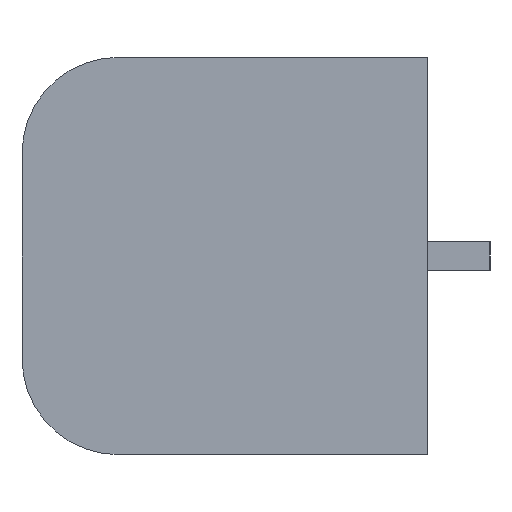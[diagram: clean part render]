
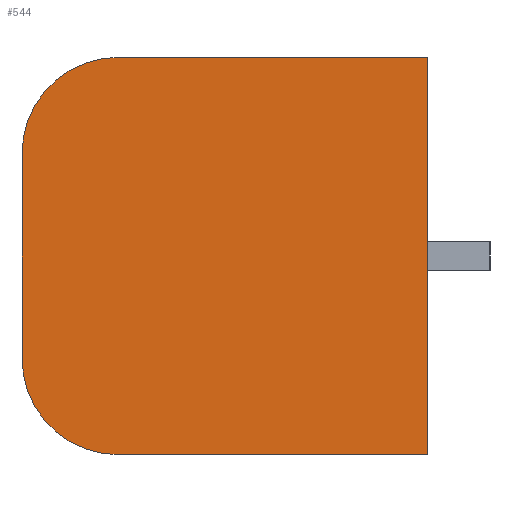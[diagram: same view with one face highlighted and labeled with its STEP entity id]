
A CAD part, left-side view. The second image highlights one B-rep face of the part: STEP entity #544.
In plain terms, the highlighted planar face has unit normal (-1, 0, 0).
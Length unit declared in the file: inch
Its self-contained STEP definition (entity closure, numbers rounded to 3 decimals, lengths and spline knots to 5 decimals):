
#1 = CARTESIAN_POINT ( 'NONE',  ( -1.515, 0.843, 0.213 ) ) ;
#6 = DIRECTION ( 'NONE',  ( 0., -1., 0. ) ) ;
#30 = AXIS2_PLACEMENT_3D ( 'NONE', #78, #79, #80 ) ;
#63 = CARTESIAN_POINT ( 'NONE',  ( -1.515, 0.843, 0.413 ) ) ;
#72 = CARTESIAN_POINT ( 'NONE',  ( -1.515, 0.843, 0.413 ) ) ;
#73 = CARTESIAN_POINT ( 'NONE',  ( -1.515, 0., -0.413 ) ) ;
#74 = CARTESIAN_POINT ( 'NONE',  ( -1.515, 0.843, -0.413 ) ) ;
#75 = DIRECTION ( 'NONE',  ( 0., 0., 1. ) ) ;
#78 = CARTESIAN_POINT ( 'NONE',  ( -1.515, 0.643, -0.213 ) ) ;
#79 = DIRECTION ( 'NONE',  ( -1., 0., 0. ) ) ;
#80 = DIRECTION ( 'NONE',  ( 0., 0., -1. ) ) ;
#81 = DIRECTION ( 'NONE',  ( 0., -1., 0. ) ) ;
#101 = CARTESIAN_POINT ( 'NONE',  ( -1.515, 0., 0.413 ) ) ;
#132 = CARTESIAN_POINT ( 'NONE',  ( -1.515, 0.843, -0.213 ) ) ;
#145 = LINE ( 'NONE', #63, #153 ) ;
#152 = CIRCLE ( 'NONE', #723, 0.2 ) ;
#153 = VECTOR ( 'NONE', #6, 39.37008 ) ;
#155 = FACE_OUTER_BOUND ( 'NONE', #573, .T. ) ;
#176 = VERTEX_POINT ( 'NONE', #676 ) ;
#178 = VERTEX_POINT ( 'NONE', #745 ) ;
#182 = ORIENTED_EDGE ( 'NONE', *, *, #683, .F. ) ;
#183 = ORIENTED_EDGE ( 'NONE', *, *, #684, .T. ) ;
#184 = ORIENTED_EDGE ( 'NONE', *, *, #685, .T. ) ;
#185 = ORIENTED_EDGE ( 'NONE', *, *, #440, .T. ) ;
#269 = DIRECTION ( 'NONE',  ( 0., 0., 1. ) ) ;
#293 = CARTESIAN_POINT ( 'NONE',  ( -1.515, 0., 0.413 ) ) ;
#368 = VECTOR ( 'NONE', #81, 39.37008 ) ;
#369 = LINE ( 'NONE', #72, #372 ) ;
#370 = CIRCLE ( 'NONE', #30, 0.2 ) ;
#372 = VECTOR ( 'NONE', #75, 39.37008 ) ;
#373 = LINE ( 'NONE', #74, #368 ) ;
#402 = CARTESIAN_POINT ( 'NONE',  ( -1.515, 0.643, 0.213 ) ) ;
#403 = DIRECTION ( 'NONE',  ( -1., 0., 0. ) ) ;
#404 = DIRECTION ( 'NONE',  ( 0., 0., -1. ) ) ;
#407 = PLANE ( 'NONE',  #724 ) ;
#408 = CARTESIAN_POINT ( 'NONE',  ( -1.515, 0.843, 0.413 ) ) ;
#409 = DIRECTION ( 'NONE',  ( 1., 0., 0. ) ) ;
#410 = DIRECTION ( 'NONE',  ( 0., 0., -1. ) ) ;
#440 = EDGE_CURVE ( 'NONE', #681, #682, #593, .T. ) ;
#448 = EDGE_CURVE ( 'NONE', #176, #682, #145, .T. ) ;
#449 = EDGE_CURVE ( 'NONE', #176, #508, #152, .T. ) ;
#508 = VERTEX_POINT ( 'NONE', #1 ) ;
#544 = ADVANCED_FACE ( 'NONE', ( #155 ), #407, .F. ) ;
#569 = ORIENTED_EDGE ( 'NONE', *, *, #448, .F. ) ;
#570 = ORIENTED_EDGE ( 'NONE', *, *, #449, .T. ) ;
#573 = EDGE_LOOP ( 'NONE', ( #569, #570, #182, #183, #184, #185 ) ) ;
#593 = LINE ( 'NONE', #293, #600 ) ;
#600 = VECTOR ( 'NONE', #269, 39.37008 ) ;
#676 = CARTESIAN_POINT ( 'NONE',  ( -1.515, 0.643, 0.413 ) ) ;
#680 = VERTEX_POINT ( 'NONE', #132 ) ;
#681 = VERTEX_POINT ( 'NONE', #73 ) ;
#682 = VERTEX_POINT ( 'NONE', #101 ) ;
#683 = EDGE_CURVE ( 'NONE', #680, #508, #369, .T. ) ;
#684 = EDGE_CURVE ( 'NONE', #680, #178, #370, .T. ) ;
#685 = EDGE_CURVE ( 'NONE', #178, #681, #373, .T. ) ;
#723 = AXIS2_PLACEMENT_3D ( 'NONE', #402, #403, #404 ) ;
#724 = AXIS2_PLACEMENT_3D ( 'NONE', #408, #409, #410 ) ;
#745 = CARTESIAN_POINT ( 'NONE',  ( -1.515, 0.643, -0.413 ) ) ;
